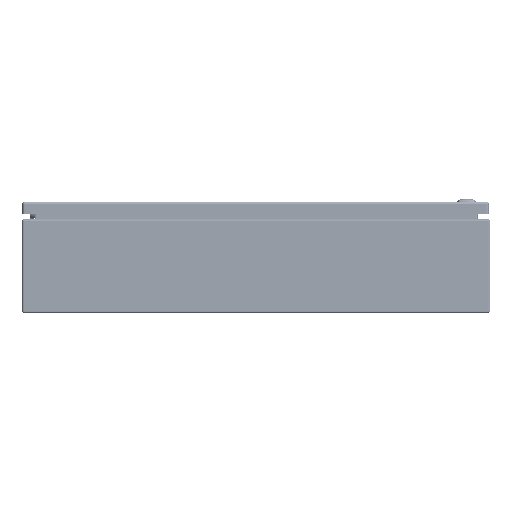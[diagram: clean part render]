
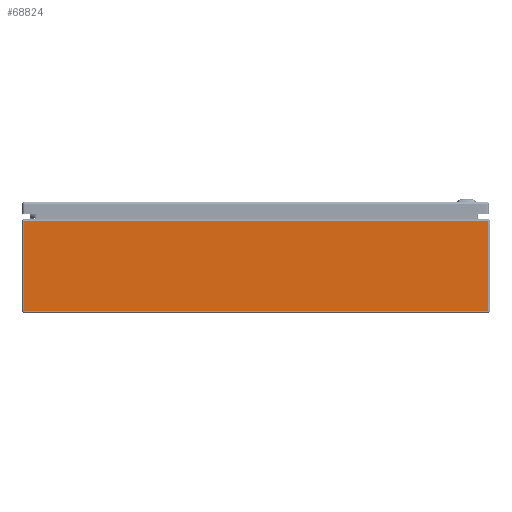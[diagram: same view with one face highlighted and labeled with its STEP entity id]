
A CAD part, front view. The second image highlights one B-rep face of the part: STEP entity #68824.
In plain terms, the highlighted planar face has unit normal (0, -1, 0).
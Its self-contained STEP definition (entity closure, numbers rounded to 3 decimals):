
#6939=LINE('',#96928,#11154);
#6942=LINE('',#96951,#11157);
#6959=LINE('',#97012,#11174);
#6968=LINE('',#97036,#11183);
#11154=VECTOR('',#80184,0.394);
#11157=VECTOR('',#80209,0.394);
#11174=VECTOR('',#80290,0.394);
#11183=VECTOR('',#80325,0.394);
#16523=FACE_OUTER_BOUND('',#20775,.T.);
#20775=EDGE_LOOP('',(#45822,#45823,#45824,#45825));
#28006=VERTEX_POINT('',#96920);
#28008=VERTEX_POINT('',#96926);
#28014=VERTEX_POINT('',#96943);
#28017=VERTEX_POINT('',#96950);
#34827=EDGE_CURVE('',#28008,#28006,#6939,.T.);
#34837=EDGE_CURVE('',#28014,#28017,#6942,.T.);
#34870=EDGE_CURVE('',#28017,#28008,#6959,.T.);
#34884=EDGE_CURVE('',#28014,#28006,#6968,.T.);
#45822=ORIENTED_EDGE('',*,*,#34827,.F.);
#45823=ORIENTED_EDGE('',*,*,#34870,.F.);
#45824=ORIENTED_EDGE('',*,*,#34837,.F.);
#45825=ORIENTED_EDGE('',*,*,#34884,.T.);
#67316=PLANE('',#73965);
#68824=ADVANCED_FACE('',(#16523),#67316,.F.);
#73965=AXIS2_PLACEMENT_3D('',#97035,#80323,#80324);
#80184=DIRECTION('',(0.,0.,-1.));
#80209=DIRECTION('',(0.,0.,1.));
#80290=DIRECTION('',(1.,0.,0.));
#80323=DIRECTION('center_axis',(0.,1.,0.));
#80324=DIRECTION('ref_axis',(1.,0.,0.));
#80325=DIRECTION('',(1.,0.,0.));
#96920=CARTESIAN_POINT('',(14.901,-18.,0.099));
#96926=CARTESIAN_POINT('',(14.901,-18.,5.901));
#96928=CARTESIAN_POINT('',(14.901,-18.,3.009));
#96943=CARTESIAN_POINT('',(-14.901,-18.,0.099));
#96950=CARTESIAN_POINT('',(-14.901,-18.,5.901));
#96951=CARTESIAN_POINT('',(-14.901,-18.,3.009));
#97012=CARTESIAN_POINT('',(8.937,-18.,5.901));
#97035=CARTESIAN_POINT('Origin',(0.,-18.,3.009));
#97036=CARTESIAN_POINT('',(0.,-18.,0.099));
